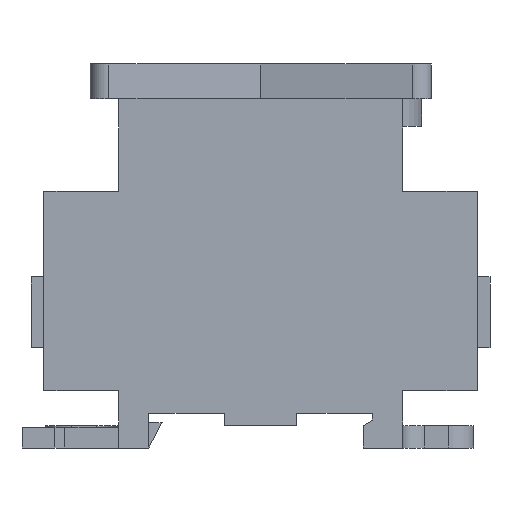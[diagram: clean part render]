
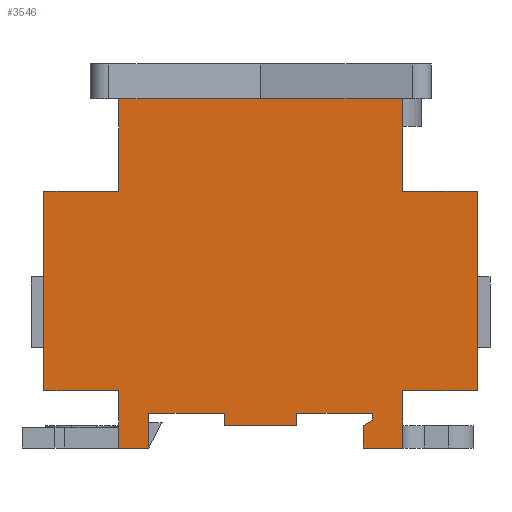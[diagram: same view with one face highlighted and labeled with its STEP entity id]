
A CAD part, left-side view. The second image highlights one B-rep face of the part: STEP entity #3546.
In plain terms, the highlighted planar face has unit normal (-1, 0, 0).
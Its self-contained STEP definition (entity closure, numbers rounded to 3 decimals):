
#1=DIRECTION('',(0.,0.,1.));
#2=VECTOR('',#1,3.5);
#3=CARTESIAN_POINT('',(-22.4,-16.2,-60.6));
#4=LINE('',#3,#2);
#5=DIRECTION('',(0.,-0.85,0.527));
#6=VECTOR('',#5,1.707);
#7=CARTESIAN_POINT('',(-22.4,-16.2,-57.1));
#8=LINE('',#7,#6);
#9=DIRECTION('',(0.,0.,1.));
#10=VECTOR('',#9,1.1);
#11=CARTESIAN_POINT('',(-22.4,-17.65,-56.2));
#12=LINE('',#11,#10);
#13=DIRECTION('',(0.,-1.,0.));
#14=VECTOR('',#13,11.95);
#15=CARTESIAN_POINT('',(-22.4,-5.7,-55.1));
#16=LINE('',#15,#14);
#17=DIRECTION('',(0.,0.,1.));
#18=VECTOR('',#17,2.);
#19=CARTESIAN_POINT('',(-22.4,-5.7,-57.1));
#20=LINE('',#19,#18);
#21=DIRECTION('',(0.,-1.,0.));
#22=VECTOR('',#21,11.4);
#23=CARTESIAN_POINT('',(-22.4,5.7,-57.1));
#24=LINE('',#23,#22);
#25=DIRECTION('',(0.,0.,-1.));
#26=VECTOR('',#25,2.);
#27=CARTESIAN_POINT('',(-22.4,5.7,-55.1));
#28=LINE('',#27,#26);
#29=DIRECTION('',(0.,-1.,0.));
#30=VECTOR('',#29,11.95);
#31=CARTESIAN_POINT('',(-22.4,17.65,-55.1));
#32=LINE('',#31,#30);
#33=DIRECTION('',(0.,0.,1.));
#34=VECTOR('',#33,5.5);
#35=CARTESIAN_POINT('',(-22.4,17.65,-60.6));
#36=LINE('',#35,#34);
#37=DIRECTION('',(0.,1.,0.));
#38=VECTOR('',#37,4.75);
#39=CARTESIAN_POINT('',(-22.4,17.65,-60.6));
#40=LINE('',#39,#38);
#41=DIRECTION('',(0.,0.,1.));
#42=VECTOR('',#41,9.);
#43=CARTESIAN_POINT('',(-22.4,22.4,-60.6));
#44=LINE('',#43,#42);
#45=DIRECTION('',(0.,1.,0.));
#46=VECTOR('',#45,11.8);
#47=CARTESIAN_POINT('',(-22.4,22.4,-20.1));
#48=LINE('',#47,#46);
#49=DIRECTION('',(0.,0.,1.));
#50=VECTOR('',#49,14.6);
#51=CARTESIAN_POINT('',(-22.4,22.4,-20.1));
#52=LINE('',#51,#50);
#53=DIRECTION('',(0.,-1.,0.));
#54=VECTOR('',#53,22.4);
#55=CARTESIAN_POINT('',(-22.4,22.4,-5.5));
#56=LINE('',#55,#54);
#57=DIRECTION('',(0.,1.,0.));
#58=VECTOR('',#57,22.4);
#59=CARTESIAN_POINT('',(-22.4,-22.4,-5.5));
#60=LINE('',#59,#58);
#61=DIRECTION('',(0.,0.,-1.));
#62=VECTOR('',#61,14.6);
#63=CARTESIAN_POINT('',(-22.4,-22.4,-5.5));
#64=LINE('',#63,#62);
#65=DIRECTION('',(0.,-1.,0.));
#66=VECTOR('',#65,11.8);
#67=CARTESIAN_POINT('',(-22.4,-22.4,-20.1));
#68=LINE('',#67,#66);
#69=DIRECTION('',(0.,0.,-1.));
#70=VECTOR('',#69,9.);
#71=CARTESIAN_POINT('',(-22.4,-22.4,-51.6));
#72=LINE('',#71,#70);
#162=DIRECTION('',(0.,-1.,0.));
#163=VECTOR('',#162,6.2);
#164=CARTESIAN_POINT('',(-22.4,-16.2,-60.6));
#165=LINE('',#164,#163);
#603=DIRECTION('',(0.,-1.,0.));
#604=VECTOR('',#603,11.8);
#605=CARTESIAN_POINT('',(-22.4,-22.4,-51.6));
#606=LINE('',#605,#604);
#611=DIRECTION('',(0.,0.,-1.));
#612=VECTOR('',#611,31.5);
#613=CARTESIAN_POINT('',(-22.4,-34.2,-20.1));
#614=LINE('',#613,#612);
#1775=DIRECTION('',(0.,0.,-1.));
#1776=VECTOR('',#1775,31.5);
#1777=CARTESIAN_POINT('',(-22.4,34.2,-20.1));
#1778=LINE('',#1777,#1776);
#1827=DIRECTION('',(0.,1.,0.));
#1828=VECTOR('',#1827,11.8);
#1829=CARTESIAN_POINT('',(-22.4,22.4,-51.6));
#1830=LINE('',#1829,#1828);
#2665=CARTESIAN_POINT('',(-22.4,22.4,-5.5));
#2666=VERTEX_POINT('',#2665);
#2686=CARTESIAN_POINT('',(-22.4,0.,-5.5));
#2688=VERTEX_POINT('',#2686);
#2689=CARTESIAN_POINT('',(-22.4,-22.4,-5.5));
#2690=VERTEX_POINT('',#2689);
#2749=CARTESIAN_POINT('',(-22.4,17.65,-55.1));
#2750=VERTEX_POINT('',#2749);
#2751=CARTESIAN_POINT('',(-22.4,5.7,-55.1));
#2752=VERTEX_POINT('',#2751);
#2753=CARTESIAN_POINT('',(-22.4,5.7,-57.1));
#2754=VERTEX_POINT('',#2753);
#2755=CARTESIAN_POINT('',(-22.4,-5.7,-57.1));
#2756=VERTEX_POINT('',#2755);
#2757=CARTESIAN_POINT('',(-22.4,-5.7,-55.1));
#2758=VERTEX_POINT('',#2757);
#2759=CARTESIAN_POINT('',(-22.4,-17.65,-55.1));
#2760=VERTEX_POINT('',#2759);
#2761=CARTESIAN_POINT('',(-22.4,17.65,-60.6));
#2762=VERTEX_POINT('',#2761);
#2763=CARTESIAN_POINT('',(-22.4,22.4,-60.6));
#2764=VERTEX_POINT('',#2763);
#2765=CARTESIAN_POINT('',(-22.4,-34.2,-51.6));
#2767=VERTEX_POINT('',#2765);
#2771=CARTESIAN_POINT('',(-22.4,-34.2,-20.1));
#2772=VERTEX_POINT('',#2771);
#2773=CARTESIAN_POINT('',(-22.4,-22.4,-51.6));
#2775=VERTEX_POINT('',#2773);
#2777=CARTESIAN_POINT('',(-22.4,-22.4,-20.1));
#2779=VERTEX_POINT('',#2777);
#2781=CARTESIAN_POINT('',(-22.4,-22.4,-60.6));
#2782=VERTEX_POINT('',#2781);
#3049=CARTESIAN_POINT('',(-22.4,34.2,-51.6));
#3051=VERTEX_POINT('',#3049);
#3055=CARTESIAN_POINT('',(-22.4,34.2,-20.1));
#3056=VERTEX_POINT('',#3055);
#3057=CARTESIAN_POINT('',(-22.4,22.4,-51.6));
#3058=VERTEX_POINT('',#3057);
#3063=CARTESIAN_POINT('',(-22.4,22.4,-20.1));
#3064=VERTEX_POINT('',#3063);
#3359=CARTESIAN_POINT('',(-22.4,-16.2,-60.6));
#3360=CARTESIAN_POINT('',(-22.4,-16.2,-57.1));
#3361=VERTEX_POINT('',#3359);
#3362=VERTEX_POINT('',#3360);
#3367=CARTESIAN_POINT('',(-22.4,-17.65,-56.2));
#3368=VERTEX_POINT('',#3367);
#3493=CARTESIAN_POINT('',(-22.4,0.,0.));
#3494=DIRECTION('',(1.,0.,0.));
#3495=DIRECTION('',(0.,-1.,0.));
#3496=AXIS2_PLACEMENT_3D('',#3493,#3494,#3495);
#3497=PLANE('',#3496);
#3499=ORIENTED_EDGE('',*,*,#3498,.F.);
#3501=ORIENTED_EDGE('',*,*,#3500,.T.);
#3503=ORIENTED_EDGE('',*,*,#3502,.T.);
#3505=ORIENTED_EDGE('',*,*,#3504,.T.);
#3507=ORIENTED_EDGE('',*,*,#3506,.F.);
#3509=ORIENTED_EDGE('',*,*,#3508,.F.);
#3511=ORIENTED_EDGE('',*,*,#3510,.F.);
#3513=ORIENTED_EDGE('',*,*,#3512,.F.);
#3515=ORIENTED_EDGE('',*,*,#3514,.F.);
#3517=ORIENTED_EDGE('',*,*,#3516,.F.);
#3519=ORIENTED_EDGE('',*,*,#3518,.T.);
#3521=ORIENTED_EDGE('',*,*,#3520,.T.);
#3523=ORIENTED_EDGE('',*,*,#3522,.T.);
#3525=ORIENTED_EDGE('',*,*,#3524,.F.);
#3527=ORIENTED_EDGE('',*,*,#3526,.F.);
#3529=ORIENTED_EDGE('',*,*,#3528,.T.);
#3531=ORIENTED_EDGE('',*,*,#3530,.T.);
#3533=ORIENTED_EDGE('',*,*,#3532,.F.);
#3535=ORIENTED_EDGE('',*,*,#3534,.T.);
#3537=ORIENTED_EDGE('',*,*,#3536,.T.);
#3539=ORIENTED_EDGE('',*,*,#3538,.T.);
#3541=ORIENTED_EDGE('',*,*,#3540,.F.);
#3543=ORIENTED_EDGE('',*,*,#3542,.T.);
#3544=EDGE_LOOP('',(#3499,#3501,#3503,#3505,#3507,#3509,#3511,#3513,#3515,#3517,
#3519,#3521,#3523,#3525,#3527,#3529,#3531,#3533,#3535,#3537,#3539,#3541,#3543));
#3545=FACE_OUTER_BOUND('',#3544,.F.);
#3546=ADVANCED_FACE('',(#3545),#3497,.F.);
#3498=EDGE_CURVE('',#3361,#2782,#165,.T.);
#3500=EDGE_CURVE('',#3361,#3362,#4,.T.);
#3502=EDGE_CURVE('',#3362,#3368,#8,.T.);
#3504=EDGE_CURVE('',#3368,#2760,#12,.T.);
#3506=EDGE_CURVE('',#2758,#2760,#16,.T.);
#3508=EDGE_CURVE('',#2756,#2758,#20,.T.);
#3510=EDGE_CURVE('',#2754,#2756,#24,.T.);
#3512=EDGE_CURVE('',#2752,#2754,#28,.T.);
#3514=EDGE_CURVE('',#2750,#2752,#32,.T.);
#3516=EDGE_CURVE('',#2762,#2750,#36,.T.);
#3518=EDGE_CURVE('',#2762,#2764,#40,.T.);
#3520=EDGE_CURVE('',#2764,#3058,#44,.T.);
#3522=EDGE_CURVE('',#3058,#3051,#1830,.T.);
#3524=EDGE_CURVE('',#3056,#3051,#1778,.T.);
#3526=EDGE_CURVE('',#3064,#3056,#48,.T.);
#3528=EDGE_CURVE('',#3064,#2666,#52,.T.);
#3530=EDGE_CURVE('',#2666,#2688,#56,.T.);
#3532=EDGE_CURVE('',#2690,#2688,#60,.T.);
#3534=EDGE_CURVE('',#2690,#2779,#64,.T.);
#3536=EDGE_CURVE('',#2779,#2772,#68,.T.);
#3538=EDGE_CURVE('',#2772,#2767,#614,.T.);
#3540=EDGE_CURVE('',#2775,#2767,#606,.T.);
#3542=EDGE_CURVE('',#2775,#2782,#72,.T.);
